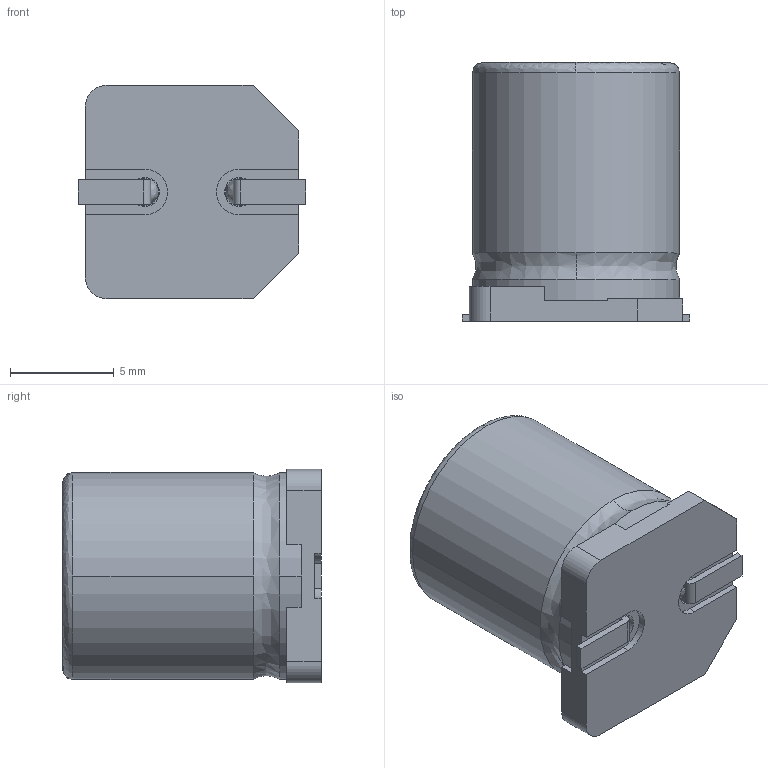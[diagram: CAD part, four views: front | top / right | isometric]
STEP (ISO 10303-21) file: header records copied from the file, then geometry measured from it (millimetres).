
FILE_DESCRIPTION (( 'STEP AP214' ), '1' );
FILE_NAME ('EEHZS1E471P.STEP', '2021-07-07T17:05:02', ( '' ), ( '' ), 'SwSTEP 2.0', 'SolidWorks 2017', '' );
FILE_SCHEMA (( 'AUTOMOTIVE_DESIGN' ));
Length unit declared in the file: millimetre
Products named in the file (1): EEHZS1E471P
Bounding box: 11 x 12.5 x 10.3 mm (x, y, z)
Volume: 1005.7 mm3; surface area: 816.6 mm2
Topology: 4 solids, 4 shells, 79 faces, 214 edges, 140 vertices
Faces by surface type: plane 49, cylinder 22, bspline 8
Entity records: 3520 total; most frequent: CARTESIAN_POINT 592, ORIENTED_EDGE 420, DIRECTION 410, EDGE_CURVE 210, VECTOR 142, LINE 142, VERTEX_POINT 140, AXIS2_PLACEMENT_3D 134
